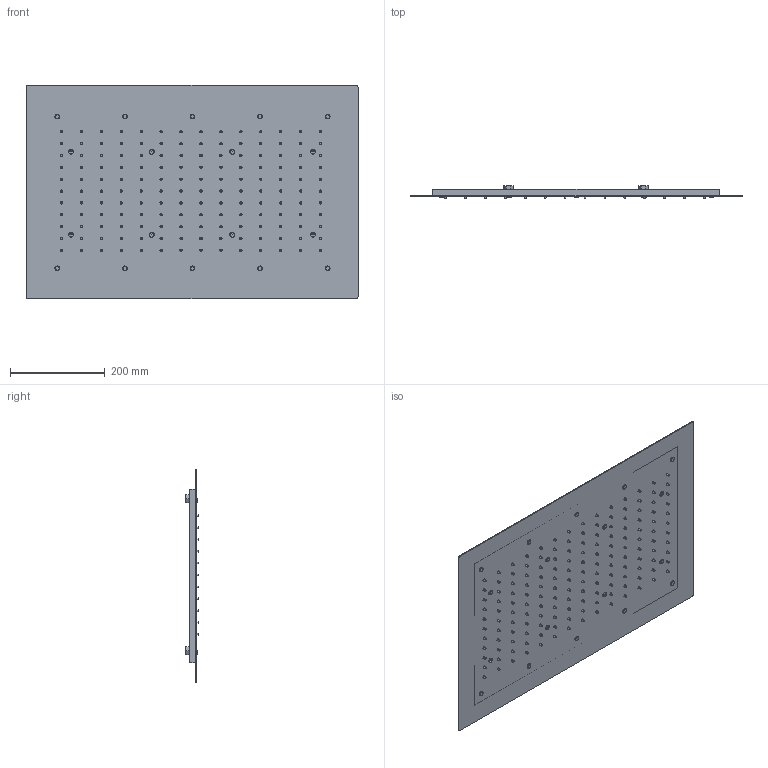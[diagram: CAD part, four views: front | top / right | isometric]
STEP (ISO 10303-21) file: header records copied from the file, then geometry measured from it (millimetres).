
FILE_DESCRIPTION (( 'STEP AP203' ), '1' );
FILE_NAME ('99Z312587.STEP', '2025-11-10T13:03:23', ( '' ), ( '' ), 'SwSTEP 2.0', 'SolidWorks 2021', '' );
FILE_SCHEMA (( 'CONFIG_CONTROL_DESIGN' ));
Length unit declared in the file: millimetre
Products named in the file (1): 99Z312587
Bounding box: 700 x 26.3 x 450 mm (x, y, z)
Volume: 3249565 mm3; surface area: 674720 mm2
Topology: 1 solids, 1 shells, 959 faces, 1988 edges, 1216 vertices
Faces by surface type: cylinder 364, cone 308, plane 267, torus 20
Entity records: 25583 total; most frequent: DIRECTION 4984, CARTESIAN_POINT 4164, ORIENTED_EDGE 3976, AXIS2_PLACEMENT_3D 2036, EDGE_CURVE 1988, VERTEX_POINT 1216, EDGE_LOOP 1160, CIRCLE 1076
